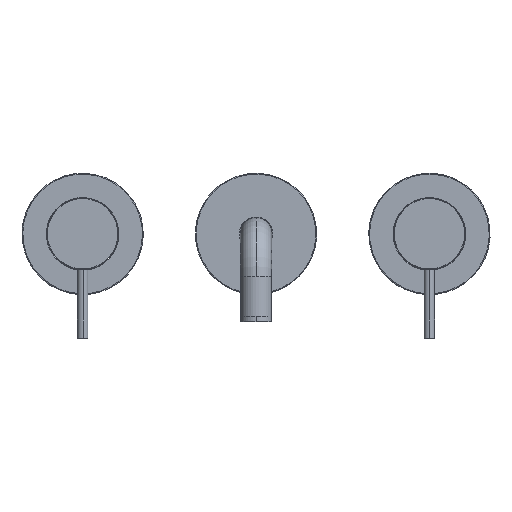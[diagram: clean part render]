
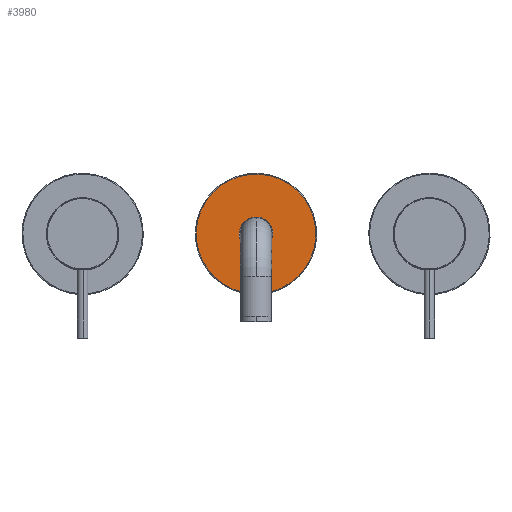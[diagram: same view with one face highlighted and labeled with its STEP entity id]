
A CAD part, top view. The second image highlights one B-rep face of the part: STEP entity #3980.
In plain terms, the highlighted planar face has unit normal (0, 0, 1).
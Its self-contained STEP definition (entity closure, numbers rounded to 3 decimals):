
#10 = VERTEX_POINT ( 'NONE', #3195 ) ;
#19 = FACE_OUTER_BOUND ( 'NONE', #5619, .T. ) ;
#58 = CARTESIAN_POINT ( 'NONE',  ( 0., 0., 4. ) ) ;
#64 = DIRECTION ( 'NONE',  ( 0., 0., -1. ) ) ;
#79 = CIRCLE ( 'NONE', #4619, 9.75 ) ;
#103 = DIRECTION ( 'NONE',  ( 0., -1., 0. ) ) ;
#555 = DIRECTION ( 'NONE',  ( 0., 0., 1. ) ) ;
#768 = DIRECTION ( 'NONE',  ( 0., -1., 0. ) ) ;
#940 = CARTESIAN_POINT ( 'NONE',  ( 0., -34.5, 4. ) ) ;
#999 = VERTEX_POINT ( 'NONE', #2577 ) ;
#1401 = DIRECTION ( 'NONE',  ( 0., 0., -1. ) ) ;
#1732 = VERTEX_POINT ( 'NONE', #940 ) ;
#1774 = DIRECTION ( 'NONE',  ( 0., 0., 1. ) ) ;
#2263 = PLANE ( 'NONE',  #7374 ) ;
#2388 = EDGE_LOOP ( 'NONE', ( #5903, #7389 ) ) ;
#2525 = AXIS2_PLACEMENT_3D ( 'NONE', #5413, #4835, #3161 ) ;
#2557 = ORIENTED_EDGE ( 'NONE', *, *, #2828, .T. ) ;
#2577 = CARTESIAN_POINT ( 'NONE',  ( 0., 34.5, 4. ) ) ;
#2753 = VERTEX_POINT ( 'NONE', #4760 ) ;
#2760 = FACE_BOUND ( 'NONE', #2388, .T. ) ;
#2828 = EDGE_CURVE ( 'NONE', #999, #1732, #5763, .T. ) ;
#2889 = CIRCLE ( 'NONE', #7096, 34.5 ) ;
#3040 = CIRCLE ( 'NONE', #4696, 9.75 ) ;
#3161 = DIRECTION ( 'NONE',  ( 0., -1., 0. ) ) ;
#3195 = CARTESIAN_POINT ( 'NONE',  ( 0., 9.75, 4. ) ) ;
#3300 = EDGE_CURVE ( 'NONE', #10, #2753, #3040, .T. ) ;
#3980 = ADVANCED_FACE ( 'NONE', ( #2760, #19 ), #2263, .T. ) ;
#4619 = AXIS2_PLACEMENT_3D ( 'NONE', #6514, #64, #103 ) ;
#4696 = AXIS2_PLACEMENT_3D ( 'NONE', #4785, #1401, #768 ) ;
#4760 = CARTESIAN_POINT ( 'NONE',  ( 0., -9.75, 4. ) ) ;
#4785 = CARTESIAN_POINT ( 'NONE',  ( 0., 0., 4. ) ) ;
#4835 = DIRECTION ( 'NONE',  ( 0., 0., 1. ) ) ;
#5072 = EDGE_CURVE ( 'NONE', #2753, #10, #79, .T. ) ;
#5097 = ORIENTED_EDGE ( 'NONE', *, *, #7124, .T. ) ;
#5116 = DIRECTION ( 'NONE',  ( 0., -1., 0. ) ) ;
#5413 = CARTESIAN_POINT ( 'NONE',  ( 0., 0., 4. ) ) ;
#5619 = EDGE_LOOP ( 'NONE', ( #5097, #2557 ) ) ;
#5691 = CARTESIAN_POINT ( 'NONE',  ( 0., 0., 4. ) ) ;
#5763 = CIRCLE ( 'NONE', #2525, 34.5 ) ;
#5903 = ORIENTED_EDGE ( 'NONE', *, *, #5072, .T. ) ;
#6337 = DIRECTION ( 'NONE',  ( 0., -1., 0. ) ) ;
#6514 = CARTESIAN_POINT ( 'NONE',  ( 0., 0., 4. ) ) ;
#7096 = AXIS2_PLACEMENT_3D ( 'NONE', #5691, #1774, #6337 ) ;
#7124 = EDGE_CURVE ( 'NONE', #1732, #999, #2889, .T. ) ;
#7374 = AXIS2_PLACEMENT_3D ( 'NONE', #58, #555, #5116 ) ;
#7389 = ORIENTED_EDGE ( 'NONE', *, *, #3300, .T. ) ;
